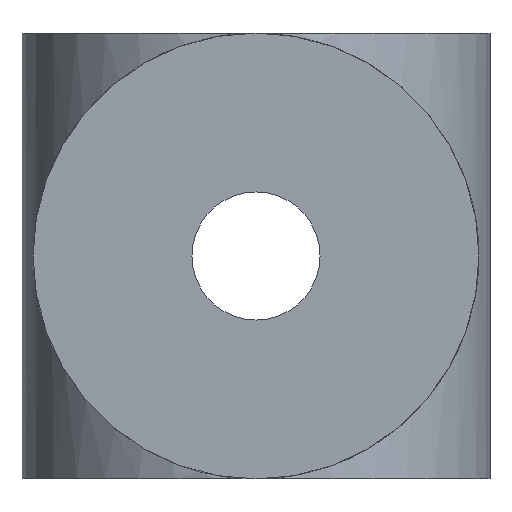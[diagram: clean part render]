
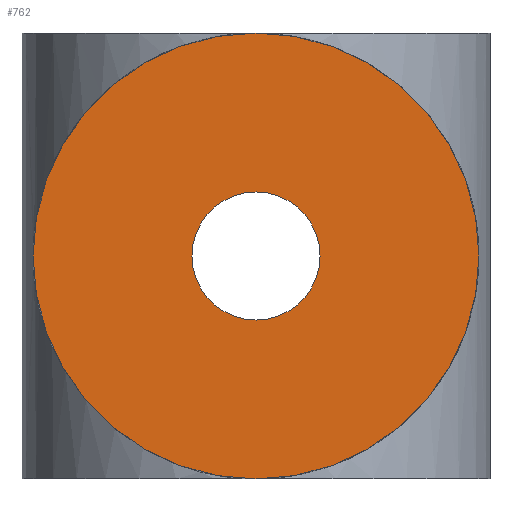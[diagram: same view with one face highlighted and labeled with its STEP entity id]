
A CAD part, front view. The second image highlights one B-rep face of the part: STEP entity #762.
In plain terms, the highlighted planar face has unit normal (0, -1, 0).
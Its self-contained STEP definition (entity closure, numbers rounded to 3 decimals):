
#189=CARTESIAN_POINT('',(0.,-8.15,0.));
#190=DIRECTION('',(0.,1.,0.));
#191=DIRECTION('',(1.,0.,0.));
#192=AXIS2_PLACEMENT_3D('',#189,#190,#191);
#194=CARTESIAN_POINT('',(0.,-8.15,0.));
#195=DIRECTION('',(0.,1.,0.));
#196=DIRECTION('',(-1.,0.,0.));
#197=AXIS2_PLACEMENT_3D('',#194,#195,#196);
#199=CARTESIAN_POINT('',(0.,-8.15,0.));
#200=DIRECTION('',(0.,-1.,0.));
#201=DIRECTION('',(1.,0.,0.));
#202=AXIS2_PLACEMENT_3D('',#199,#200,#201);
#204=CARTESIAN_POINT('',(0.,-8.15,0.));
#205=DIRECTION('',(0.,-1.,0.));
#206=DIRECTION('',(-1.,0.,0.));
#207=AXIS2_PLACEMENT_3D('',#204,#205,#206);
#480=CARTESIAN_POINT('',(5.05,-8.15,0.));
#481=CARTESIAN_POINT('',(-5.05,-8.15,0.));
#482=VERTEX_POINT('',#480);
#483=VERTEX_POINT('',#481);
#494=CARTESIAN_POINT('',(1.45,-8.15,0.));
#495=CARTESIAN_POINT('',(-1.45,-8.15,0.));
#496=VERTEX_POINT('',#494);
#497=VERTEX_POINT('',#495);
#747=CARTESIAN_POINT('',(0.,-8.15,0.));
#748=DIRECTION('',(0.,1.,0.));
#749=DIRECTION('',(1.,0.,0.));
#750=AXIS2_PLACEMENT_3D('',#747,#748,#749);
#751=PLANE('',#750);
#753=ORIENTED_EDGE('',*,*,#752,.T.);
#755=ORIENTED_EDGE('',*,*,#754,.T.);
#756=EDGE_LOOP('',(#753,#755));
#757=FACE_OUTER_BOUND('',#756,.F.);
#758=ORIENTED_EDGE('',*,*,#741,.T.);
#759=ORIENTED_EDGE('',*,*,#727,.T.);
#760=EDGE_LOOP('',(#758,#759));
#761=FACE_BOUND('',#760,.F.);
#762=ADVANCED_FACE('',(#757,#761),#751,.F.);
#193=CIRCLE('',#192,5.05);
#198=CIRCLE('',#197,5.05);
#203=CIRCLE('',#202,1.45);
#208=CIRCLE('',#207,1.45);
#727=EDGE_CURVE('',#497,#496,#208,.T.);
#741=EDGE_CURVE('',#496,#497,#203,.T.);
#752=EDGE_CURVE('',#482,#483,#193,.T.);
#754=EDGE_CURVE('',#483,#482,#198,.T.);
